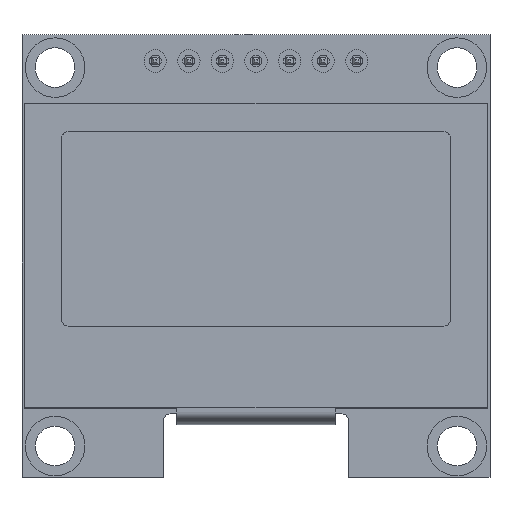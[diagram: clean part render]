
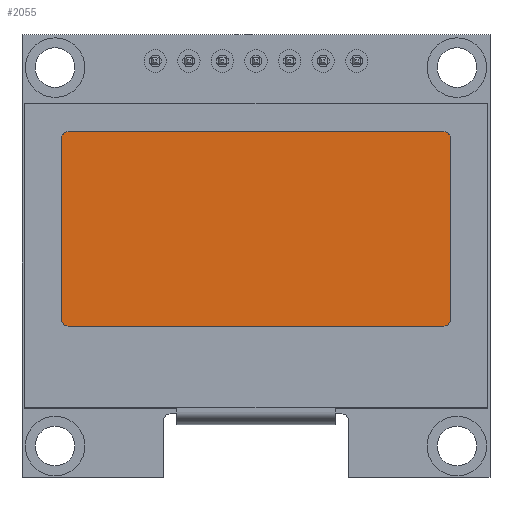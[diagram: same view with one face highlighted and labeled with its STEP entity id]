
A CAD part, top view. The second image highlights one B-rep face of the part: STEP entity #2055.
In plain terms, the highlighted planar face has unit normal (0, 0, 1).
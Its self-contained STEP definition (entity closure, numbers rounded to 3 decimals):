
#1845=CARTESIAN_POINT('',(14.21,-5.35,2.101));
#1846=VERTEX_POINT('',#1845);
#1853=CARTESIAN_POINT('',(14.71,-5.85,2.101));
#1854=VERTEX_POINT('',#1853);
#1855=CARTESIAN_POINT('',(14.21,-5.85,2.101));
#1856=DIRECTION('',(0.0,0.0,1.0));
#1857=DIRECTION('',(-1.0,0.0,0.0));
#1858=AXIS2_PLACEMENT_3D('',#1855,#1856,#1857);
#1859=CIRCLE('',#1858,0.5);
#1860=EDGE_CURVE('n� 2124',#1854,#1846,#1859,.T.);
#1877=CARTESIAN_POINT('',(-14.21,-5.35,2.101));
#1878=VERTEX_POINT('',#1877);
#1885=CARTESIAN_POINT('',(-14.21,-5.35,2.101));
#1886=DIRECTION('',(-1.0,0.0,0.0));
#1887=VECTOR('',#1886,1.0);
#1888=LINE('',#1885,#1887);
#1889=EDGE_CURVE('n� 2127',#1846,#1878,#1888,.T.);
#1901=CARTESIAN_POINT('',(-14.71,-5.85,2.101));
#1902=VERTEX_POINT('',#1901);
#1909=CARTESIAN_POINT('',(-14.21,-5.85,2.101));
#1910=DIRECTION('',(0.0,0.0,1.0));
#1911=DIRECTION('',(-1.0,0.0,0.0));
#1912=AXIS2_PLACEMENT_3D('',#1909,#1910,#1911);
#1913=CIRCLE('',#1912,0.5);
#1914=EDGE_CURVE('n� 2130',#1878,#1902,#1913,.T.);
#1926=CARTESIAN_POINT('',(-14.71,-19.55,2.101));
#1927=VERTEX_POINT('',#1926);
#1934=CARTESIAN_POINT('',(-14.71,-19.55,2.101));
#1935=DIRECTION('',(0.0,-1.0,0.0));
#1936=VECTOR('',#1935,1.0);
#1937=LINE('',#1934,#1936);
#1938=EDGE_CURVE('n� 2133',#1902,#1927,#1937,.T.);
#1950=CARTESIAN_POINT('',(-14.21,-20.05,2.101));
#1951=VERTEX_POINT('',#1950);
#1958=CARTESIAN_POINT('',(-14.21,-19.55,2.101));
#1959=DIRECTION('',(0.0,0.0,1.0));
#1960=DIRECTION('',(-1.0,0.0,0.0));
#1961=AXIS2_PLACEMENT_3D('',#1958,#1959,#1960);
#1962=CIRCLE('',#1961,0.5);
#1963=EDGE_CURVE('n� 2136',#1927,#1951,#1962,.T.);
#1975=CARTESIAN_POINT('',(14.21,-20.05,2.101));
#1976=VERTEX_POINT('',#1975);
#1983=CARTESIAN_POINT('',(-14.21,-20.05,2.101));
#1984=DIRECTION('',(1.0,0.0,0.0));
#1985=VECTOR('',#1984,1.0);
#1986=LINE('',#1983,#1985);
#1987=EDGE_CURVE('n� 2139',#1951,#1976,#1986,.T.);
#1999=CARTESIAN_POINT('',(14.71,-19.55,2.101));
#2000=VERTEX_POINT('',#1999);
#2007=CARTESIAN_POINT('',(14.21,-19.55,2.101));
#2008=DIRECTION('',(0.0,0.0,1.0));
#2009=DIRECTION('',(1.0,0.0,-0.0));
#2010=AXIS2_PLACEMENT_3D('',#2007,#2008,#2009);
#2011=CIRCLE('',#2010,0.5);
#2012=EDGE_CURVE('n� 2142',#1976,#2000,#2011,.T.);
#2025=CARTESIAN_POINT('',(14.71,-19.55,2.101));
#2026=DIRECTION('',(0.0,1.0,0.0));
#2027=VECTOR('',#2026,1.0);
#2028=LINE('',#2025,#2027);
#2029=EDGE_CURVE('n� 2145',#2000,#1854,#2028,.T.);
#2040=ORIENTED_EDGE('',*,*,#1860,.T.);
#2041=ORIENTED_EDGE('',*,*,#1889,.T.);
#2042=ORIENTED_EDGE('',*,*,#1914,.T.);
#2043=ORIENTED_EDGE('',*,*,#1938,.T.);
#2044=ORIENTED_EDGE('',*,*,#1963,.T.);
#2045=ORIENTED_EDGE('',*,*,#1987,.T.);
#2046=ORIENTED_EDGE('',*,*,#2012,.T.);
#2047=ORIENTED_EDGE('',*,*,#2029,.T.);
#2048=EDGE_LOOP('',(#2040,#2041,#2042,#2043,#2044,#2045,#2046,#2047));
#2049=FACE_OUTER_BOUND('',#2048,.T.);
#2050=CARTESIAN_POINT('',(14.21,-5.85,2.101));
#2051=DIRECTION('',(-0.0,-0.0,-1.0));
#2052=DIRECTION('',(-1.0,0.0,0.0));
#2053=AXIS2_PLACEMENT_3D('',#2050,#2051,#2052);
#2054=PLANE('',#2053);
#2055=ADVANCED_FACE('n� 2196',(#2049),#2054,.F.);
